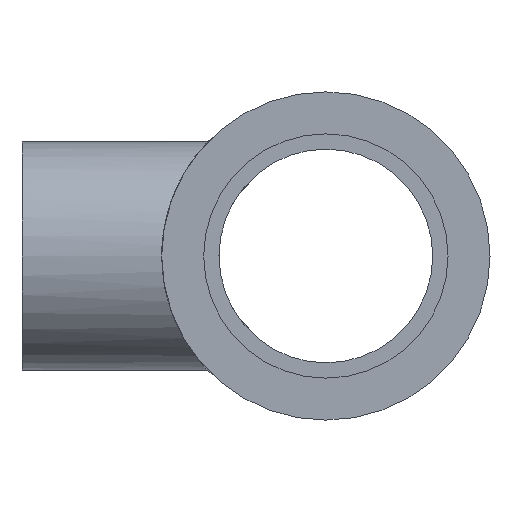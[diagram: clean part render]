
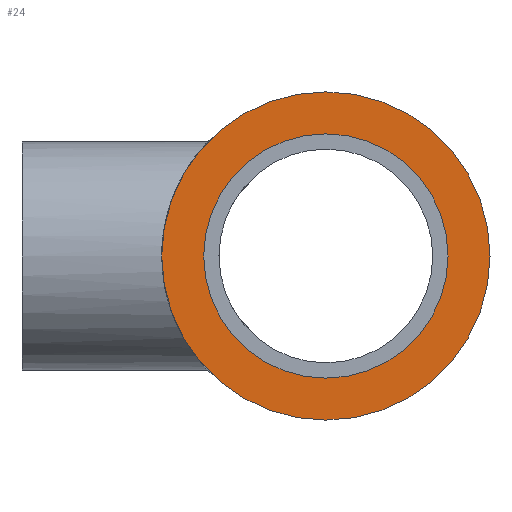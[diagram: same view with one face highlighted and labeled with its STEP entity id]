
A CAD part, left-side view. The second image highlights one B-rep face of the part: STEP entity #24.
In plain terms, the highlighted planar face has unit normal (-1, 0, 0).
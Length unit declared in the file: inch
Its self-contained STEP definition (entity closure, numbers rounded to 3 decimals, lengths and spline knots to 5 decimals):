
#23 = AXIS2_PLACEMENT_3D ( 'NONE', #297, #296, #291 ) ;
#24 = ADVANCED_FACE ( 'NONE', ( #333, #156 ), #519, .F. ) ;
#35 = VERTEX_POINT ( 'NONE', #165 ) ;
#101 = DIRECTION ( 'NONE',  ( 1., 0., 0. ) ) ;
#152 = DIRECTION ( 'NONE',  ( 0., 0., -1. ) ) ;
#156 = FACE_BOUND ( 'NONE', #390, .T. ) ;
#165 = CARTESIAN_POINT ( 'NONE',  ( -2.35039, 0., -0.84646 ) ) ;
#269 = CIRCLE ( 'NONE', #23, 0.62992 ) ;
#285 = ORIENTED_EDGE ( 'NONE', *, *, #533, .F. ) ;
#291 = DIRECTION ( 'NONE',  ( 0., 0., -1. ) ) ;
#296 = DIRECTION ( 'NONE',  ( -1., 0., 0. ) ) ;
#297 = CARTESIAN_POINT ( 'NONE',  ( -2.35039, 0., 0. ) ) ;
#313 = VERTEX_POINT ( 'NONE', #356 ) ;
#333 = FACE_OUTER_BOUND ( 'NONE', #392, .T. ) ;
#356 = CARTESIAN_POINT ( 'NONE',  ( -2.35039, 0., -0.62992 ) ) ;
#373 = AXIS2_PLACEMENT_3D ( 'NONE', #534, #517, #515 ) ;
#378 = AXIS2_PLACEMENT_3D ( 'NONE', #419, #101, #152 ) ;
#390 = EDGE_LOOP ( 'NONE', ( #403 ) ) ;
#392 = EDGE_LOOP ( 'NONE', ( #285 ) ) ;
#394 = EDGE_CURVE ( 'NONE', #313, #313, #269, .T. ) ;
#403 = ORIENTED_EDGE ( 'NONE', *, *, #394, .F. ) ;
#419 = CARTESIAN_POINT ( 'NONE',  ( -2.35039, 0., 0. ) ) ;
#421 = CIRCLE ( 'NONE', #378, 0.84646 ) ;
#515 = DIRECTION ( 'NONE',  ( 0., 0., -1. ) ) ;
#517 = DIRECTION ( 'NONE',  ( 1., 0., 0. ) ) ;
#519 = PLANE ( 'NONE',  #373 ) ;
#533 = EDGE_CURVE ( 'NONE', #35, #35, #421, .T. ) ;
#534 = CARTESIAN_POINT ( 'NONE',  ( -2.35039, 0., 0. ) ) ;
